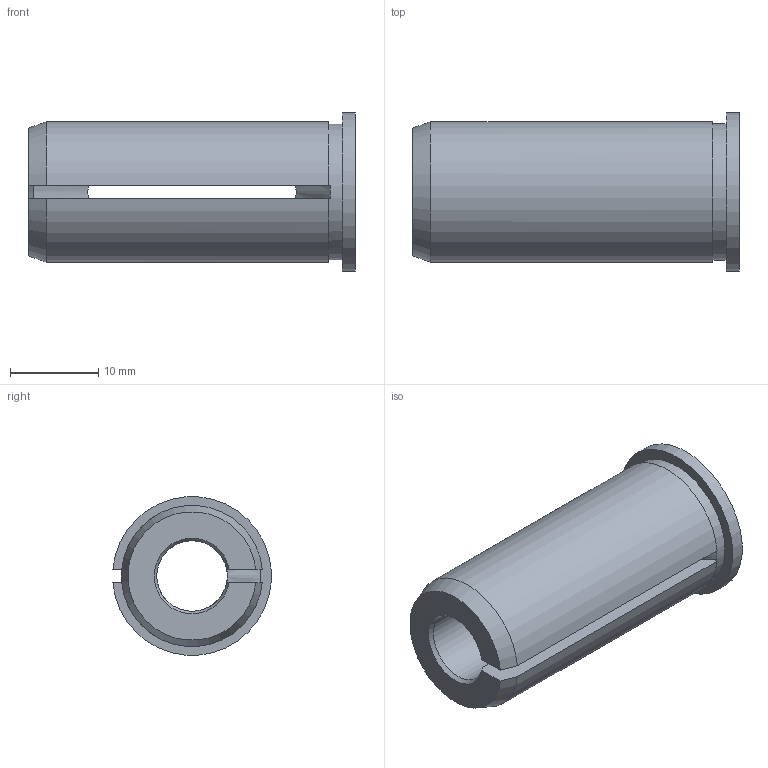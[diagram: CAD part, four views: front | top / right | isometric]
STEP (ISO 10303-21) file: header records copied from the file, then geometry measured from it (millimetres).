
FILE_DESCRIPTION (( 'STEP AP214' ), '1' );
FILE_NAME ('U08.U16.001.037.STEP', '2020-08-14T11:05:19', ( '' ), ( '' ), 'SwSTEP 2.0', 'SolidWorks 2017', '' );
FILE_SCHEMA (( 'AUTOMOTIVE_DESIGN' ));
Length unit declared in the file: millimetre
Products named in the file (1): U08.U16.001.037
Bounding box: 37 x 17.93 x 17.93 mm (x, y, z)
Volume: 5210.8 mm3; surface area: 3518.1 mm2
Topology: 1 solids, 1 shells, 18 faces, 53 edges, 35 vertices
Faces by surface type: plane 9, cylinder 6, cone 3
Full cylindrical faces by diameter (mm): 8 x1
Entity records: 644 total; most frequent: CARTESIAN_POINT 138, ORIENTED_EDGE 102, DIRECTION 96, EDGE_CURVE 51, AXIS2_PLACEMENT_3D 36, VERTEX_POINT 34, LINE 24, VECTOR 24
